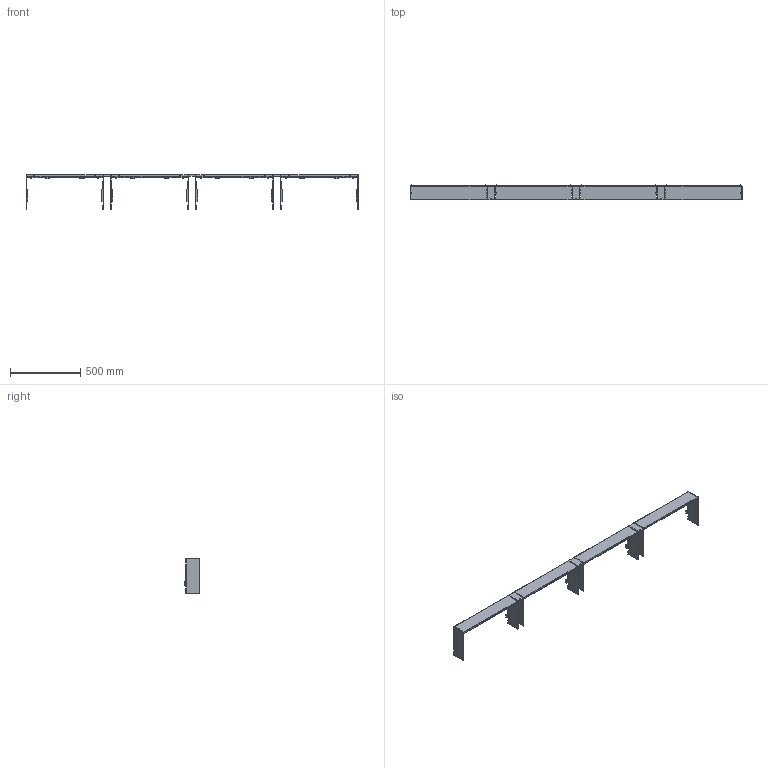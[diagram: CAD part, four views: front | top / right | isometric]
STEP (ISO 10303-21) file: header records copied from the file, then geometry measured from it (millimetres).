
FILE_DESCRIPTION(/* description */ (''),/* implementation_level */ '2;1');
FILE_NAME(/* name */ 'E4.stp',/* time_stamp */ '2022-12-16T07:19:15+01:00',/* author */ (''),/* organization */ (''),/* preprocessor_version */ 'ST-DEVELOPER v18.1',/* originating_system */ 'SIEMENS PLM Software NX 1973',/* authorisation */ '');
FILE_SCHEMA (('AUTOMOTIVE_DESIGN { 1 0 10303 214 3 1 1 1 }'));
Length unit declared in the file: millimetre
Products named in the file (1): mmro38D03962z039
Bounding box: 2356 x 113 x 247 mm (x, y, z)
Volume: 508508.5 mm3; surface area: 1030523.1 mm2
Topology: 7 solids, 7 shells, 1405 faces, 3848 edges, 2425 vertices
Faces by surface type: plane 1012, cylinder 297, bspline 64, cone 16, torus 16
Full cylindrical faces by diameter (mm): 2 x8, 3.6 x8, 3.8 x16, 6 x3
Entity records: 45012 total; most frequent: CARTESIAN_POINT 9630, ORIENTED_EDGE 7572, DIRECTION 6904, EDGE_CURVE 3786, LINE 3096, VECTOR 3096, VERTEX_POINT 2398, AXIS2_PLACEMENT_3D 1904
